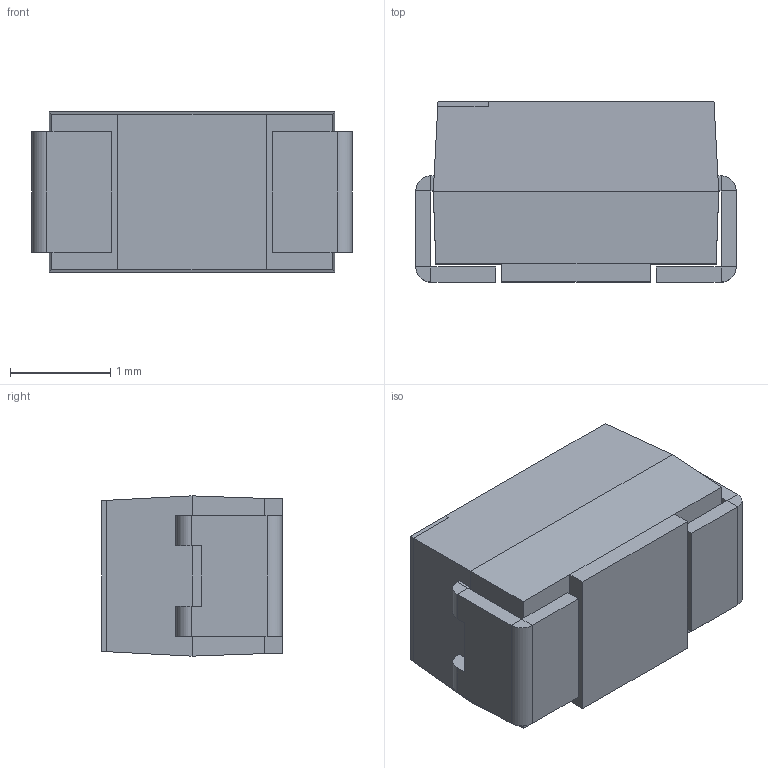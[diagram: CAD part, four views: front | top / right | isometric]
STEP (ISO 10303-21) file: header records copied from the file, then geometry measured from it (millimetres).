
FILE_DESCRIPTION (( 'STEP AP214' ), '1' );
FILE_NAME ('TPSA225K010R1800.STEP', '2021-08-09T07:02:31', ( '' ), ( '' ), 'SwSTEP 2.0', 'SolidWorks 2017', '' );
FILE_SCHEMA (( 'AUTOMOTIVE_DESIGN' ));
Length unit declared in the file: millimetre
Products named in the file (1): TPSA225K010R1800
Bounding box: 3.2 x 1.8 x 1.6 mm (x, y, z)
Volume: 8.1 mm3; surface area: 34.8 mm2
Topology: 4 solids, 4 shells, 84 faces, 188 edges, 112 vertices
Faces by surface type: plane 72, cylinder 12
Entity records: 2317 total; most frequent: CARTESIAN_POINT 385, DIRECTION 382, ORIENTED_EDGE 376, EDGE_CURVE 188, VECTOR 164, LINE 164, VERTEX_POINT 112, AXIS2_PLACEMENT_3D 109
